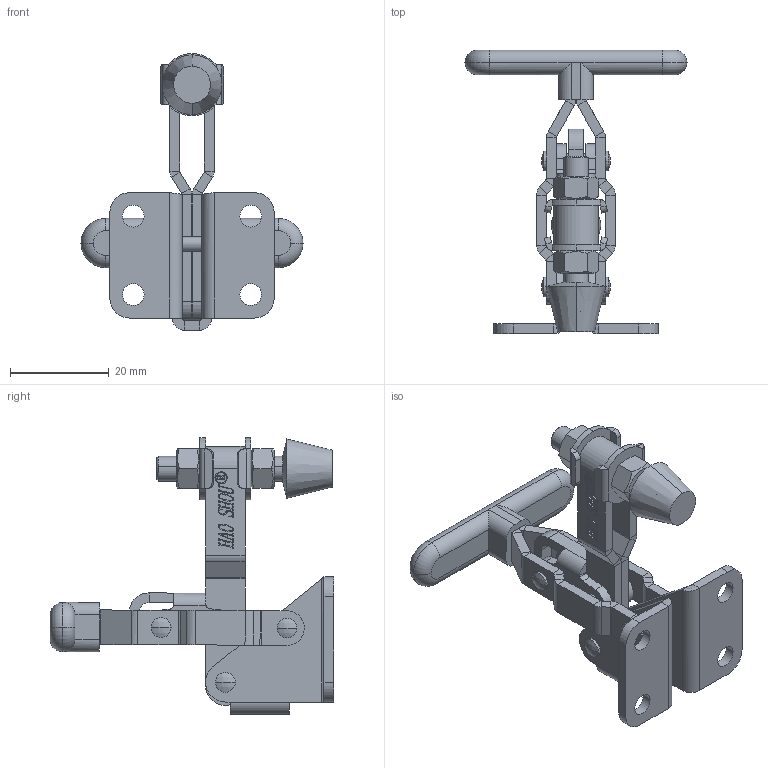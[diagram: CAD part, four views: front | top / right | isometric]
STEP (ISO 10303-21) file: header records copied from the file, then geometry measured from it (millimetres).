
FILE_DESCRIPTION (( 'STEP AP203' ), '1' );
FILE_NAME ('HS-101-AT .STEP', '2019-09-18T11:49:43', ( '微软用户' ), ( '微软中国' ), 'SwSTEP 2.0', 'SolidWorks 2012', '' );
FILE_SCHEMA (( 'CONFIG_CONTROL_DESIGN' ));
Length unit declared in the file: millimetre
Products named in the file (14): HS-101-AT ; hex nuts, style 1-grades ab gb_GB_FASTENER_NUT_SNAB1 M5-N; FW-100; 揤裝蚾饜极; hexagon head bolts-full thread gb_GB_FASTENER_BOLT_STBAB A M5X30-C; 揤輸; T倰忒梟蚾饜极; 筵忒參; 忒梟; 酗种; 揤參; 蟀裝; 傻种; 楊擘菁釱
Assembly tree (18 placements, depth 3):
  HS-101-AT 
    楊擘菁釱
    傻种  x2
    蟀裝
    揤參
    酗种  x2
    T倰忒梟蚾饜极
      忒梟  x2
      筵忒參
    揤裝蚾饜极
      揤輸
      hexagon head bolts-full thread gb_GB_FASTENER_BOLT_STBAB A M5X30-C
    FW-100  x2
    hex nuts, style 1-grades ab gb_GB_FASTENER_NUT_SNAB1 M5-N  x2
Bounding box: 45 x 57.51 x 56.1 mm (x, y, z)
Volume: 10962.6 mm3; surface area: 12826.5 mm2
Topology: 16 solids, 16 shells, 846 faces, 2090 edges, 1312 vertices
Faces by surface type: plane 481, cylinder 186, bspline 123, cone 30, sphere 16, torus 10
Entity records: 28679 total; most frequent: CARTESIAN_POINT 10311, ORIENTED_EDGE 3640, DIRECTION 3122, EDGE_CURVE 1820, VECTOR 1194, LINE 1194, VERTEX_POINT 1152, AXIS2_PLACEMENT_3D 964
